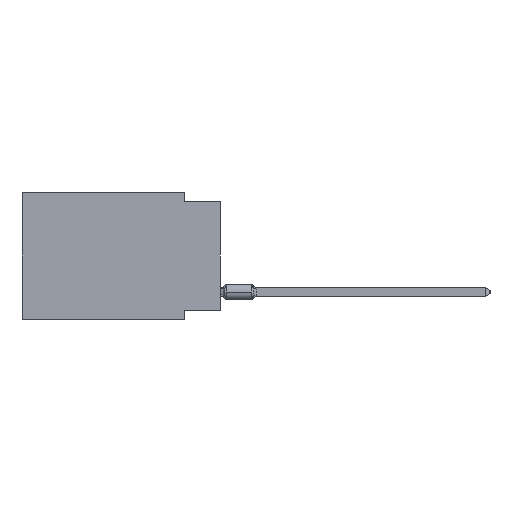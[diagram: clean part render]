
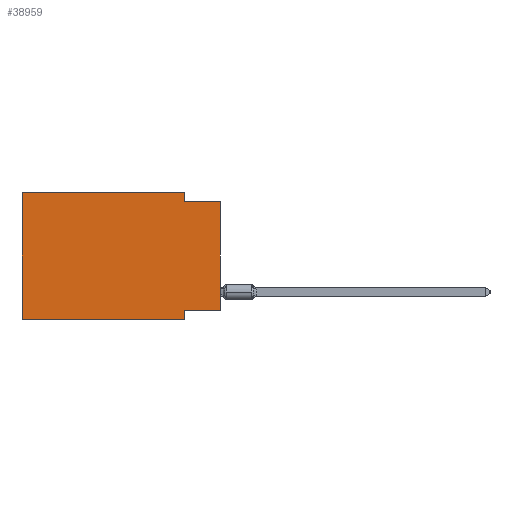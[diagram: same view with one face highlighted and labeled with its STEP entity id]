
A CAD part, left-side view. The second image highlights one B-rep face of the part: STEP entity #38959.
In plain terms, the highlighted planar face has unit normal (-1, 0, 0).
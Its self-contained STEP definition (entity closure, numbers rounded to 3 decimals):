
#654 = CARTESIAN_POINT ( 'NONE',  ( 0., 0., 0. ) ) ;
#998 = VECTOR ( 'NONE', #5750, 1000. ) ;
#1736 = FACE_OUTER_BOUND ( 'NONE', #16418, .T. ) ;
#2405 = LINE ( 'NONE', #18960, #42795 ) ;
#2981 = VERTEX_POINT ( 'NONE', #28455 ) ;
#3188 = DIRECTION ( 'NONE',  ( 0., -1., 0. ) ) ;
#3474 = CARTESIAN_POINT ( 'NONE',  ( 0., 2.54, -8.255 ) ) ;
#5750 = DIRECTION ( 'NONE',  ( 0., -1., 0. ) ) ;
#7192 = CARTESIAN_POINT ( 'NONE',  ( 0., 2.54, 0. ) ) ;
#9817 = LINE ( 'NONE', #17184, #998 ) ;
#9981 = DIRECTION ( 'NONE',  ( 0., 0., 1. ) ) ;
#10239 = EDGE_CURVE ( 'NONE', #53585, #16049, #2405, .T. ) ;
#10407 = PLANE ( 'NONE',  #48191 ) ;
#10513 = CARTESIAN_POINT ( 'NONE',  ( 0., 13.97, 0. ) ) ;
#10866 = ORIENTED_EDGE ( 'NONE', *, *, #27385, .F. ) ;
#12132 = CARTESIAN_POINT ( 'NONE',  ( 0., 0., -0.635 ) ) ;
#13561 = ORIENTED_EDGE ( 'NONE', *, *, #31917, .T. ) ;
#14570 = VERTEX_POINT ( 'NONE', #22777 ) ;
#14737 = DIRECTION ( 'NONE',  ( 1., 0., 0. ) ) ;
#15318 = VECTOR ( 'NONE', #3188, 1000. ) ;
#15722 = EDGE_CURVE ( 'NONE', #53585, #17023, #32660, .T. ) ;
#16001 = CARTESIAN_POINT ( 'NONE',  ( 0., 2.54, -0.635 ) ) ;
#16049 = VERTEX_POINT ( 'NONE', #3474 ) ;
#16356 = LINE ( 'NONE', #20420, #20029 ) ;
#16418 = EDGE_LOOP ( 'NONE', ( #24444, #23307, #29037, #37149, #35500, #13561, #10866, #18933 ) ) ;
#16912 = DIRECTION ( 'NONE',  ( 0., 0., 1. ) ) ;
#17023 = VERTEX_POINT ( 'NONE', #33480 ) ;
#17028 = LINE ( 'NONE', #42268, #38939 ) ;
#17184 = CARTESIAN_POINT ( 'NONE',  ( 0., 13.97, 0. ) ) ;
#18933 = ORIENTED_EDGE ( 'NONE', *, *, #10239, .F. ) ;
#18960 = CARTESIAN_POINT ( 'NONE',  ( 0., 0., -8.255 ) ) ;
#20029 = VECTOR ( 'NONE', #53239, 1000. ) ;
#20420 = CARTESIAN_POINT ( 'NONE',  ( 0., 13.97, -8.89 ) ) ;
#22777 = CARTESIAN_POINT ( 'NONE',  ( 0., 2.54, -8.89 ) ) ;
#23118 = VECTOR ( 'NONE', #9981, 1000. ) ;
#23163 = CARTESIAN_POINT ( 'NONE',  ( 0., 13.97, 0. ) ) ;
#23307 = ORIENTED_EDGE ( 'NONE', *, *, #39868, .F. ) ;
#24410 = DIRECTION ( 'NONE',  ( 0., 0., -1. ) ) ;
#24444 = ORIENTED_EDGE ( 'NONE', *, *, #15722, .T. ) ;
#27291 = VECTOR ( 'NONE', #16912, 1000. ) ;
#27385 = EDGE_CURVE ( 'NONE', #16049, #14570, #17028, .T. ) ;
#27507 = VERTEX_POINT ( 'NONE', #16001 ) ;
#28455 = CARTESIAN_POINT ( 'NONE',  ( 0., 2.54, 0. ) ) ;
#29037 = ORIENTED_EDGE ( 'NONE', *, *, #40297, .F. ) ;
#31917 = EDGE_CURVE ( 'NONE', #42355, #14570, #16356, .T. ) ;
#32026 = EDGE_CURVE ( 'NONE', #44433, #2981, #9817, .T. ) ;
#32660 = LINE ( 'NONE', #654, #27291 ) ;
#33480 = CARTESIAN_POINT ( 'NONE',  ( 0., 0., -0.635 ) ) ;
#35500 = ORIENTED_EDGE ( 'NONE', *, *, #49894, .F. ) ;
#36479 = LINE ( 'NONE', #7192, #44792 ) ;
#37149 = ORIENTED_EDGE ( 'NONE', *, *, #32026, .F. ) ;
#38939 = VECTOR ( 'NONE', #24410, 1000. ) ;
#38959 = ADVANCED_FACE ( 'NONE', ( #1736 ), #10407, .F. ) ;
#39308 = DIRECTION ( 'NONE',  ( 0., 1., 0. ) ) ;
#39868 = EDGE_CURVE ( 'NONE', #27507, #17023, #40364, .T. ) ;
#40297 = EDGE_CURVE ( 'NONE', #2981, #27507, #36479, .T. ) ;
#40364 = LINE ( 'NONE', #12132, #15318 ) ;
#42268 = CARTESIAN_POINT ( 'NONE',  ( 0., 2.54, -8.89 ) ) ;
#42355 = VERTEX_POINT ( 'NONE', #43555 ) ;
#42795 = VECTOR ( 'NONE', #39308, 1000. ) ;
#43555 = CARTESIAN_POINT ( 'NONE',  ( 0., 13.97, -8.89 ) ) ;
#43840 = DIRECTION ( 'NONE',  ( 0., 0., -1. ) ) ;
#44433 = VERTEX_POINT ( 'NONE', #48319 ) ;
#44792 = VECTOR ( 'NONE', #43840, 1000. ) ;
#45903 = CARTESIAN_POINT ( 'NONE',  ( 0., 0., -8.255 ) ) ;
#48191 = AXIS2_PLACEMENT_3D ( 'NONE', #23163, #14737, #51370 ) ;
#48319 = CARTESIAN_POINT ( 'NONE',  ( 0., 13.97, 0. ) ) ;
#49894 = EDGE_CURVE ( 'NONE', #42355, #44433, #51480, .T. ) ;
#51370 = DIRECTION ( 'NONE',  ( 0., 0., -1. ) ) ;
#51480 = LINE ( 'NONE', #10513, #23118 ) ;
#53239 = DIRECTION ( 'NONE',  ( 0., -1., 0. ) ) ;
#53585 = VERTEX_POINT ( 'NONE', #45903 ) ;
